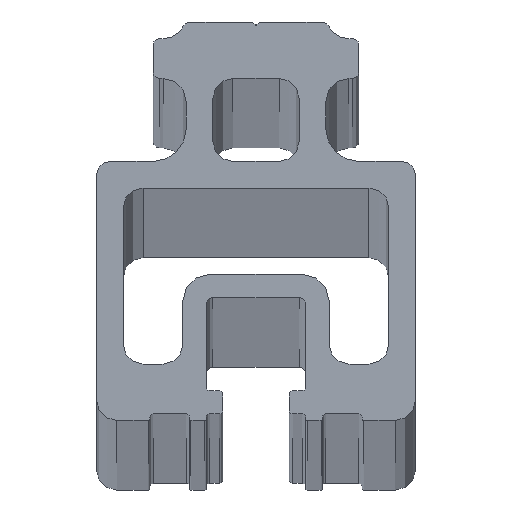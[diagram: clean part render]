
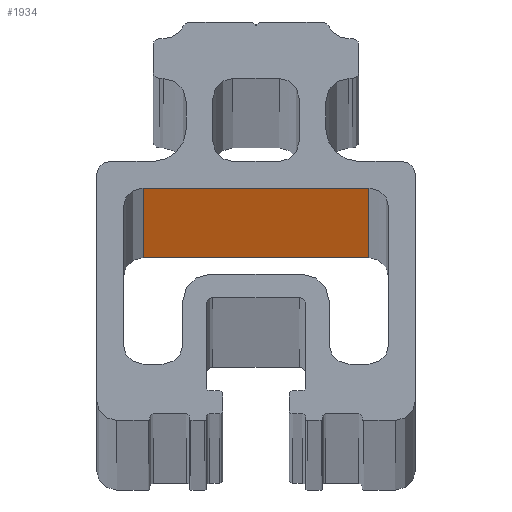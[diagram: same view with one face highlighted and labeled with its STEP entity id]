
A CAD part, top view. The second image highlights one B-rep face of the part: STEP entity #1934.
In plain terms, the highlighted planar face has unit normal (0, -1, 0).
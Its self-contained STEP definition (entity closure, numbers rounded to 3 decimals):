
#22=PLANE('',#2064);
#77=FACE_OUTER_BOUND('',#179,.T.);
#179=EDGE_LOOP('',(#1304,#1305,#1306,#1307));
#291=LINE('',#2906,#489);
#292=LINE('',#2909,#490);
#293=LINE('',#2911,#491);
#294=LINE('',#2912,#492);
#489=VECTOR('',#2298,10.);
#490=VECTOR('',#2301,10.);
#491=VECTOR('',#2302,10.);
#492=VECTOR('',#2303,10.);
#790=VERTEX_POINT('',#2902);
#791=VERTEX_POINT('',#2904);
#792=VERTEX_POINT('',#2908);
#793=VERTEX_POINT('',#2910);
#997=EDGE_CURVE('',#791,#790,#291,.T.);
#998=EDGE_CURVE('',#790,#792,#292,.T.);
#999=EDGE_CURVE('',#793,#791,#293,.T.);
#1000=EDGE_CURVE('',#793,#792,#294,.T.);
#1304=ORIENTED_EDGE('',*,*,#998,.F.);
#1305=ORIENTED_EDGE('',*,*,#997,.F.);
#1306=ORIENTED_EDGE('',*,*,#999,.F.);
#1307=ORIENTED_EDGE('',*,*,#1000,.T.);
#1934=ADVANCED_FACE('',(#77),#22,.F.);
#2064=AXIS2_PLACEMENT_3D('',#2907,#2299,#2300);
#2298=DIRECTION('',(0.,0.,1.));
#2299=DIRECTION('center_axis',(0.,1.,0.));
#2300=DIRECTION('ref_axis',(0.,0.,1.));
#2301=DIRECTION('',(1.,0.,0.));
#2302=DIRECTION('',(-1.,0.,0.));
#2303=DIRECTION('',(0.,0.,1.));
#2902=CARTESIAN_POINT('',(-17.,-19.5,3000.));
#2904=CARTESIAN_POINT('',(-17.,-19.5,-3000.));
#2906=CARTESIAN_POINT('',(-17.,-19.5,0.));
#2907=CARTESIAN_POINT('Origin',(-17.,-19.5,0.));
#2908=CARTESIAN_POINT('',(17.,-19.5,3000.));
#2909=CARTESIAN_POINT('',(-8.5,-19.5,3000.));
#2910=CARTESIAN_POINT('',(17.,-19.5,-3000.));
#2911=CARTESIAN_POINT('',(-8.5,-19.5,-3000.));
#2912=CARTESIAN_POINT('',(17.,-19.5,0.));
